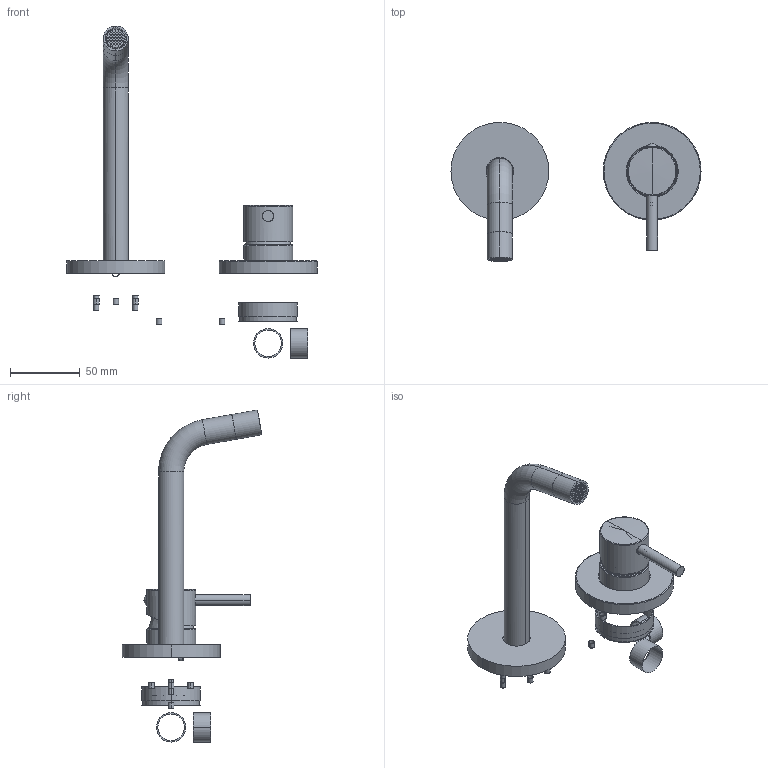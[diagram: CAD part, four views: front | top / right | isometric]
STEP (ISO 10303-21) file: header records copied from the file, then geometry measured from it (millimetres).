
FILE_DESCRIPTION((''),'2;1');
FILE_NAME('LIG105CR70_ASM','2021-06-10T10:13:15',('ut3'),('PAFFONI SpA'),'CREO PARAMETRIC BY PTC INC, 2020044','CREO PARAMETRIC BY PTC INC, 2020044','');
FILE_SCHEMA(('CONFIG_CONTROL_DESIGN','SHAPE_APPEARANCE_LAYERS_GROUPS'));
Length unit declared in the file: millimetre
Products named in the file (42): 3021211TO_AF0; 2042596GR_AF0; 2091157_AF0; 2051063GR_AF0; 2051063GR_AF1; 2042597GR_AF0; 4071561_CORPO_AF0; 4071561_ROTAZIONE; 4071561_PERNO; 4071561_ASTA; 4071561_FONDELLO_AF0; 4071561_GUARNIZIONE_AF0; 4071561_OR; 4071561HY_AF0_ASM; 2042627GR; 2092397_AF0; 5002114CR_ASM; 2042288GR; 2042598GR_AF0; 2092010_AF0; 2092010_AF1; 2092454_AF0; 2092454_AF1; 2041256GR_AF0; 2041256GR_AF1; 2042503GR_AF0; 2092241_AF0; 2042470GR_AF0; 2092468_AF0; 2081272GR_AF0; 4061669CR; 2051117GR; 2091105CRN; 8001141CRN_ASM; 2051091; 2042534GR; 2051117GR_AF0; CORPO_AER_18; CARTUCCIA_18; GUARNIZIONE_AER_18 ...
Assembly tree (41 placements, depth 3):
  LIG105CR70_ASM
    3021211TO_AF0
    2042596GR_AF0
    2091157_AF0
    2051063GR_AF0
    2051063GR_AF1
    2042597GR_AF0
    4071561HY_AF0_ASM
      4071561_CORPO_AF0
      4071561_ROTAZIONE
      4071561_PERNO
      4071561_ASTA
      4071561_FONDELLO_AF0
      4071561_GUARNIZIONE_AF0
      4071561_OR
    5002114CR_ASM
      2042627GR
      2092397_AF0
    2042288GR
    2042598GR_AF0
    2092010_AF0
    2092010_AF1
    2092454_AF0
    2092454_AF1
    2041256GR_AF0
    2041256GR_AF1
    2042503GR_AF0
    2092241_AF0
    2042470GR_AF0
    2092468_AF0
    2081272GR_AF0
    4061669CR
    8001141CRN_ASM
      2051117GR
      2091105CRN
    2051091
    2042534GR
    2051117GR_AF0
    AR0030_ASM
      CORPO_AER_18
      CARTUCCIA_18
      GUARNIZIONE_AER_18
Bounding box: 179 x 99.88 x 237.59 mm (x, y, z)
Volume: 90319.2 mm3; surface area: 86884.4 mm2
Topology: 26 solids, 55 shells, 1203 faces, 3098 edges, 1917 vertices
Faces by surface type: cylinder 578, plane 336, cone 96, torus 95, sphere 70, bspline 28
Entity records: 51943 total; most frequent: CARTESIAN_POINT 11283, DIRECTION 6632, ORIENTED_EDGE 5932, PRESENTATION_STYLE_ASSIGNMENT 3158, STYLED_ITEM 3155, CURVE_STYLE 3025, EDGE_CURVE 3025, AXIS2_PLACEMENT_3D 2736
